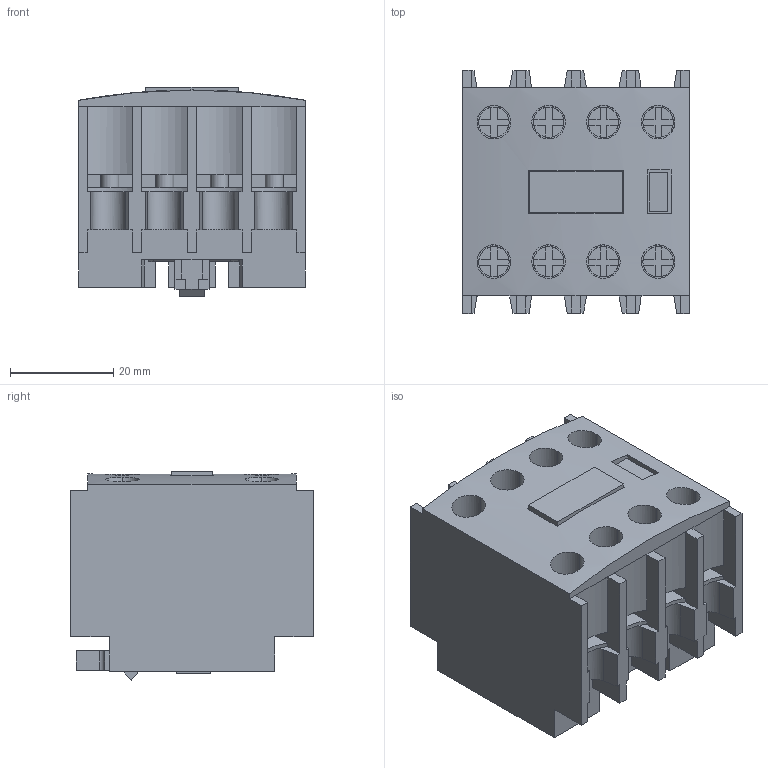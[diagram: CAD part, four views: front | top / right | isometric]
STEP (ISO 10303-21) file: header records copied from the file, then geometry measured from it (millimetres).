
FILE_DESCRIPTION((''),'2;1');
FILE_NAME('LADN22-3D_ASM','2021-09-16T13:49:27',('SESA540900'),('Schneider-Electric'),'CREO PARAMETRIC BY PTC INC, 2019471','CREO PARAMETRIC BY PTC INC, 2019471','');
FILE_SCHEMA(('AP242_MANAGED_MODEL_BASED_3D_ENGINEERING_MIM_LF { 1 0 10303 442 1 1 4 }'));
Products named in the file (2): LADN22; LADN22-3D_ASM
Assembly tree (1 placements, depth 2):
  LADN22-3D_ASM
    LADN22
Bounding box: 43.9 x 47 x 40.5 mm (x, y, z)
Volume: 51476.2 mm3; surface area: 20781.3 mm2
Topology: 1 solids, 1 shells, 572 faces, 1617 edges, 1105 vertices
Faces by surface type: plane 480, cylinder 84, extrusion 8
Entity records: 54248 total; most frequent: CARTESIAN_POINT 30596, ORIENTED_EDGE 3186, DIRECTION 3075, PRESENTATION_STYLE_ASSIGNMENT 1858, STYLED_ITEM 1632, CURVE_STYLE 1622, EDGE_CURVE 1593, VECTOR 1325
